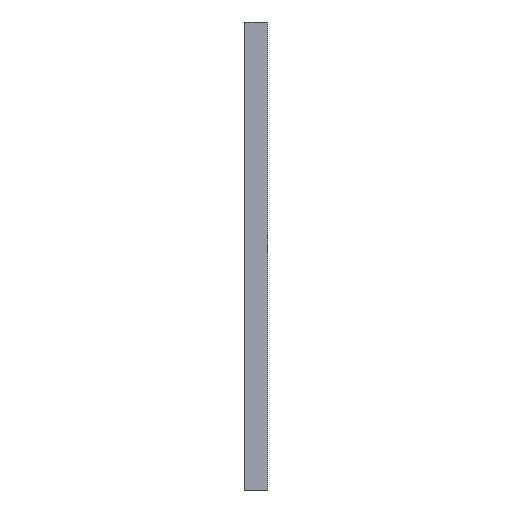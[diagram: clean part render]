
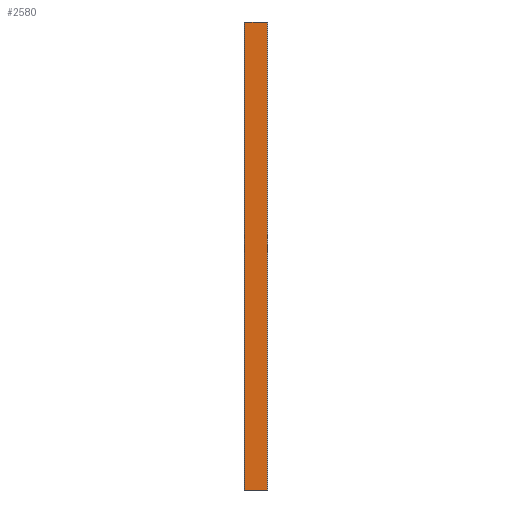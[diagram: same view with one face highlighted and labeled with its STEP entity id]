
A CAD part, front view. The second image highlights one B-rep face of the part: STEP entity #2580.
In plain terms, the highlighted planar face has unit normal (0, -1, 0).
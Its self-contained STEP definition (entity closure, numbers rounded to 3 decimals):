
#34 = VERTEX_POINT ( 'NONE', #762 ) ;
#84 = CARTESIAN_POINT ( 'NONE',  ( -9.85, -76.1, -25. ) ) ;
#215 = LINE ( 'NONE', #795, #787 ) ;
#289 = DIRECTION ( 'NONE',  ( -1., 0., 0. ) ) ;
#413 = EDGE_CURVE ( 'NONE', #34, #1802, #215, .T. ) ;
#423 = CARTESIAN_POINT ( 'NONE',  ( -60.45, -76.1, 0. ) ) ;
#506 = EDGE_CURVE ( 'NONE', #1136, #34, #515, .T. ) ;
#515 = LINE ( 'NONE', #2557, #581 ) ;
#581 = VECTOR ( 'NONE', #1620, 1000. ) ;
#650 = VECTOR ( 'NONE', #289, 1000. ) ;
#762 = CARTESIAN_POINT ( 'NONE',  ( 34.15, -76.1, -2000. ) ) ;
#786 = DIRECTION ( 'NONE',  ( 0., 0., -1. ) ) ;
#787 = VECTOR ( 'NONE', #2659, 1000. ) ;
#795 = CARTESIAN_POINT ( 'NONE',  ( 34.15, -76.1, -25. ) ) ;
#891 = VECTOR ( 'NONE', #786, 1000. ) ;
#1116 = DIRECTION ( 'NONE',  ( 0., 0., -1. ) ) ;
#1133 = EDGE_LOOP ( 'NONE', ( #1393, #1866, #2609, #2237 ) ) ;
#1136 = VERTEX_POINT ( 'NONE', #1969 ) ;
#1202 = CARTESIAN_POINT ( 'NONE',  ( -60.45, -76.1, -25. ) ) ;
#1393 = ORIENTED_EDGE ( 'NONE', *, *, #1483, .T. ) ;
#1430 = CARTESIAN_POINT ( 'NONE',  ( -9.85, -76.1, 0. ) ) ;
#1483 = EDGE_CURVE ( 'NONE', #1721, #1136, #2431, .T. ) ;
#1620 = DIRECTION ( 'NONE',  ( 1., 0., 0. ) ) ;
#1721 = VERTEX_POINT ( 'NONE', #423 ) ;
#1745 = DIRECTION ( 'NONE',  ( 0., -1., 0. ) ) ;
#1802 = VERTEX_POINT ( 'NONE', #2618 ) ;
#1863 = AXIS2_PLACEMENT_3D ( 'NONE', #84, #1745, #1116 ) ;
#1866 = ORIENTED_EDGE ( 'NONE', *, *, #506, .T. ) ;
#1969 = CARTESIAN_POINT ( 'NONE',  ( -60.45, -76.1, -2000. ) ) ;
#1992 = EDGE_CURVE ( 'NONE', #1802, #1721, #2362, .T. ) ;
#2237 = ORIENTED_EDGE ( 'NONE', *, *, #1992, .T. ) ;
#2362 = LINE ( 'NONE', #1430, #650 ) ;
#2431 = LINE ( 'NONE', #1202, #891 ) ;
#2480 = FACE_OUTER_BOUND ( 'NONE', #1133, .T. ) ;
#2557 = CARTESIAN_POINT ( 'NONE',  ( -60.45, -76.1, -2000. ) ) ;
#2562 = PLANE ( 'NONE',  #1863 ) ;
#2580 = ADVANCED_FACE ( 'NONE', ( #2480 ), #2562, .T. ) ;
#2609 = ORIENTED_EDGE ( 'NONE', *, *, #413, .T. ) ;
#2618 = CARTESIAN_POINT ( 'NONE',  ( 34.15, -76.1, 0. ) ) ;
#2659 = DIRECTION ( 'NONE',  ( 0., 0., 1. ) ) ;
